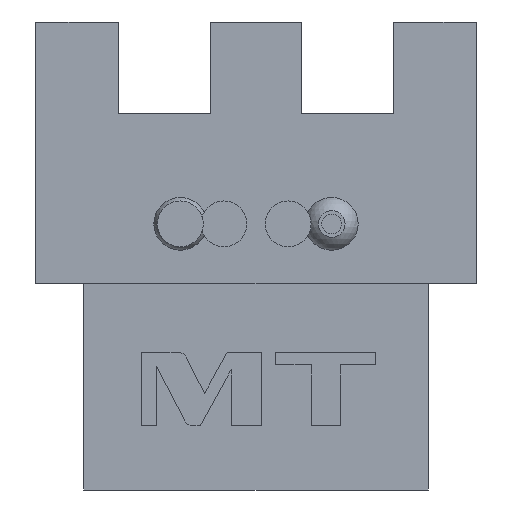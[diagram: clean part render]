
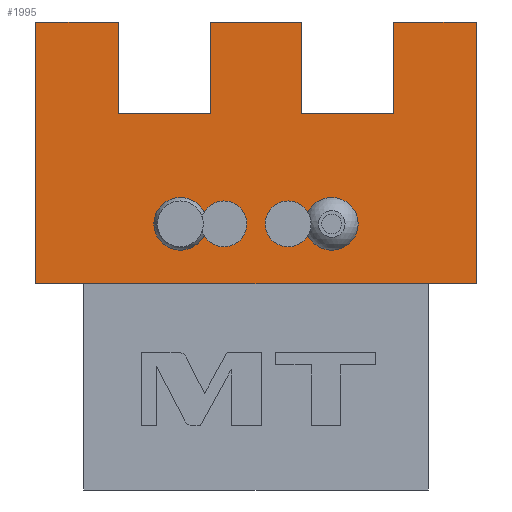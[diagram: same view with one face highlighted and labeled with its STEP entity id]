
A CAD part, left-side view. The second image highlights one B-rep face of the part: STEP entity #1995.
In plain terms, the highlighted planar face has unit normal (-1, 0, 0).
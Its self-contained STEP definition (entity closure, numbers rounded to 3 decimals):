
#165=DIRECTION('',(0.,-1.,0.));
#166=VECTOR('',#165,18.);
#167=CARTESIAN_POINT('',(-60.,48.,62.));
#168=LINE('',#167,#166);
#325=DIRECTION('',(0.,-1.,0.));
#326=VECTOR('',#325,20.);
#327=CARTESIAN_POINT('',(-60.,10.,62.));
#328=LINE('',#327,#326);
#333=DIRECTION('',(0.,0.,-1.));
#334=VECTOR('',#333,20.);
#335=CARTESIAN_POINT('',(-60.,30.,62.));
#336=LINE('',#335,#334);
#337=DIRECTION('',(0.,-1.,0.));
#338=VECTOR('',#337,20.);
#339=CARTESIAN_POINT('',(-60.,30.,42.));
#340=LINE('',#339,#338);
#341=DIRECTION('',(0.,0.,-1.));
#342=VECTOR('',#341,20.);
#343=CARTESIAN_POINT('',(-60.,10.,62.));
#344=LINE('',#343,#342);
#345=DIRECTION('',(0.,0.,-1.));
#346=VECTOR('',#345,20.);
#347=CARTESIAN_POINT('',(-60.,-10.,62.));
#348=LINE('',#347,#346);
#349=DIRECTION('',(0.,-1.,0.));
#350=VECTOR('',#349,20.);
#351=CARTESIAN_POINT('',(-60.,-10.,42.));
#352=LINE('',#351,#350);
#353=DIRECTION('',(0.,0.,-1.));
#354=VECTOR('',#353,20.);
#355=CARTESIAN_POINT('',(-60.,-30.,62.));
#356=LINE('',#355,#354);
#357=DIRECTION('',(0.,-1.,0.));
#358=VECTOR('',#357,96.);
#359=CARTESIAN_POINT('',(-60.,48.,5.));
#360=LINE('',#359,#358);
#361=DIRECTION('',(0.,0.,1.));
#362=VECTOR('',#361,57.);
#363=CARTESIAN_POINT('',(-60.,48.,5.));
#364=LINE('',#363,#362);
#365=CARTESIAN_POINT('',(-60.,16.5,18.));
#366=DIRECTION('',(-1.,0.,0.));
#367=DIRECTION('',(0.,-1.,0.));
#368=AXIS2_PLACEMENT_3D('',#365,#366,#367);
#370=CARTESIAN_POINT('',(-60.,16.5,18.));
#371=DIRECTION('',(-1.,0.,0.));
#372=DIRECTION('',(0.,1.,0.));
#373=AXIS2_PLACEMENT_3D('',#370,#371,#372);
#375=CARTESIAN_POINT('',(-60.,-16.5,18.));
#376=DIRECTION('',(-1.,0.,0.));
#377=DIRECTION('',(0.,-1.,0.));
#378=AXIS2_PLACEMENT_3D('',#375,#376,#377);
#380=CARTESIAN_POINT('',(-60.,-16.5,18.));
#381=DIRECTION('',(-1.,0.,0.));
#382=DIRECTION('',(0.,1.,0.));
#383=AXIS2_PLACEMENT_3D('',#380,#381,#382);
#385=CARTESIAN_POINT('',(-60.,7.,18.));
#386=DIRECTION('',(1.,0.,0.));
#387=DIRECTION('',(0.,0.,1.));
#388=AXIS2_PLACEMENT_3D('',#385,#386,#387);
#390=CARTESIAN_POINT('',(-60.,7.,18.));
#391=DIRECTION('',(1.,0.,0.));
#392=DIRECTION('',(0.,0.,-1.));
#393=AXIS2_PLACEMENT_3D('',#390,#391,#392);
#395=CARTESIAN_POINT('',(-60.,-7.,18.));
#396=DIRECTION('',(1.,0.,0.));
#397=DIRECTION('',(0.,0.,1.));
#398=AXIS2_PLACEMENT_3D('',#395,#396,#397);
#400=CARTESIAN_POINT('',(-60.,-7.,18.));
#401=DIRECTION('',(1.,0.,0.));
#402=DIRECTION('',(0.,0.,-1.));
#403=AXIS2_PLACEMENT_3D('',#400,#401,#402);
#437=DIRECTION('',(0.,-1.,0.));
#438=VECTOR('',#437,18.);
#439=CARTESIAN_POINT('',(-60.,-30.,62.));
#440=LINE('',#439,#438);
#457=DIRECTION('',(0.,0.,1.));
#458=VECTOR('',#457,57.);
#459=CARTESIAN_POINT('',(-60.,-48.,5.));
#460=LINE('',#459,#458);
#1202=CARTESIAN_POINT('',(-60.,30.,62.));
#1204=VERTEX_POINT('',#1202);
#1206=CARTESIAN_POINT('',(-60.,-30.,62.));
#1208=VERTEX_POINT('',#1206);
#1213=CARTESIAN_POINT('',(-60.,30.,42.));
#1214=VERTEX_POINT('',#1213);
#1215=CARTESIAN_POINT('',(-60.,-10.,42.));
#1216=CARTESIAN_POINT('',(-60.,-30.,42.));
#1217=VERTEX_POINT('',#1215);
#1218=VERTEX_POINT('',#1216);
#1219=CARTESIAN_POINT('',(-60.,48.,62.));
#1220=VERTEX_POINT('',#1219);
#1221=CARTESIAN_POINT('',(-60.,10.,62.));
#1222=CARTESIAN_POINT('',(-60.,-10.,62.));
#1223=VERTEX_POINT('',#1221);
#1224=VERTEX_POINT('',#1222);
#1225=CARTESIAN_POINT('',(-60.,10.,42.));
#1226=VERTEX_POINT('',#1225);
#1227=CARTESIAN_POINT('',(-60.,-48.,62.));
#1228=VERTEX_POINT('',#1227);
#1241=CARTESIAN_POINT('',(-60.,48.,5.));
#1242=CARTESIAN_POINT('',(-60.,-48.,5.));
#1243=VERTEX_POINT('',#1241);
#1244=VERTEX_POINT('',#1242);
#1313=CARTESIAN_POINT('',(-60.,10.746,18.));
#1314=CARTESIAN_POINT('',(-60.,22.254,18.));
#1315=VERTEX_POINT('',#1313);
#1316=VERTEX_POINT('',#1314);
#1325=CARTESIAN_POINT('',(-60.,-22.254,18.));
#1326=CARTESIAN_POINT('',(-60.,-10.746,18.));
#1327=VERTEX_POINT('',#1325);
#1328=VERTEX_POINT('',#1326);
#1341=CARTESIAN_POINT('',(-60.,7.,20.7));
#1342=CARTESIAN_POINT('',(-60.,7.,15.3));
#1343=VERTEX_POINT('',#1341);
#1344=VERTEX_POINT('',#1342);
#1353=CARTESIAN_POINT('',(-60.,-7.,20.7));
#1354=CARTESIAN_POINT('',(-60.,-7.,15.3));
#1355=VERTEX_POINT('',#1353);
#1356=VERTEX_POINT('',#1354);
#1945=CARTESIAN_POINT('',(-60.,48.,-40.));
#1946=DIRECTION('',(-1.,0.,0.));
#1947=DIRECTION('',(0.,-1.,0.));
#1948=AXIS2_PLACEMENT_3D('',#1945,#1946,#1947);
#1949=PLANE('',#1948);
#1951=ORIENTED_EDGE('',*,*,#1950,.T.);
#1953=ORIENTED_EDGE('',*,*,#1952,.T.);
#1955=ORIENTED_EDGE('',*,*,#1954,.F.);
#1956=ORIENTED_EDGE('',*,*,#1938,.T.);
#1957=ORIENTED_EDGE('',*,*,#1905,.T.);
#1958=ORIENTED_EDGE('',*,*,#1892,.T.);
#1960=ORIENTED_EDGE('',*,*,#1959,.F.);
#1962=ORIENTED_EDGE('',*,*,#1961,.T.);
#1964=ORIENTED_EDGE('',*,*,#1963,.F.);
#1965=ORIENTED_EDGE('',*,*,#1697,.F.);
#1967=ORIENTED_EDGE('',*,*,#1966,.T.);
#1968=ORIENTED_EDGE('',*,*,#1736,.T.);
#1969=EDGE_LOOP('',(#1951,#1953,#1955,#1956,#1957,#1958,#1960,#1962,#1964,#1965,
#1967,#1968));
#1970=FACE_OUTER_BOUND('',#1969,.F.);
#1972=ORIENTED_EDGE('',*,*,#1971,.T.);
#1974=ORIENTED_EDGE('',*,*,#1973,.T.);
#1975=EDGE_LOOP('',(#1972,#1974));
#1976=FACE_BOUND('',#1975,.F.);
#1978=ORIENTED_EDGE('',*,*,#1977,.T.);
#1980=ORIENTED_EDGE('',*,*,#1979,.T.);
#1981=EDGE_LOOP('',(#1978,#1980));
#1982=FACE_BOUND('',#1981,.F.);
#1984=ORIENTED_EDGE('',*,*,#1983,.F.);
#1986=ORIENTED_EDGE('',*,*,#1985,.F.);
#1987=EDGE_LOOP('',(#1984,#1986));
#1988=FACE_BOUND('',#1987,.F.);
#1990=ORIENTED_EDGE('',*,*,#1989,.F.);
#1992=ORIENTED_EDGE('',*,*,#1991,.F.);
#1993=EDGE_LOOP('',(#1990,#1992));
#1994=FACE_BOUND('',#1993,.F.);
#1995=ADVANCED_FACE('',(#1970,#1976,#1982,#1988,#1994),#1949,.T.);
#369=CIRCLE('',#368,5.754);
#374=CIRCLE('',#373,5.754);
#379=CIRCLE('',#378,5.754);
#384=CIRCLE('',#383,5.754);
#389=CIRCLE('',#388,2.7);
#394=CIRCLE('',#393,2.7);
#399=CIRCLE('',#398,2.7);
#404=CIRCLE('',#403,2.7);
#1697=EDGE_CURVE('',#1243,#1244,#360,.T.);
#1736=EDGE_CURVE('',#1220,#1204,#168,.T.);
#1892=EDGE_CURVE('',#1217,#1218,#352,.T.);
#1905=EDGE_CURVE('',#1224,#1217,#348,.T.);
#1938=EDGE_CURVE('',#1223,#1224,#328,.T.);
#1950=EDGE_CURVE('',#1204,#1214,#336,.T.);
#1952=EDGE_CURVE('',#1214,#1226,#340,.T.);
#1954=EDGE_CURVE('',#1223,#1226,#344,.T.);
#1959=EDGE_CURVE('',#1208,#1218,#356,.T.);
#1961=EDGE_CURVE('',#1208,#1228,#440,.T.);
#1963=EDGE_CURVE('',#1244,#1228,#460,.T.);
#1966=EDGE_CURVE('',#1243,#1220,#364,.T.);
#1971=EDGE_CURVE('',#1315,#1316,#369,.T.);
#1973=EDGE_CURVE('',#1316,#1315,#374,.T.);
#1977=EDGE_CURVE('',#1327,#1328,#379,.T.);
#1979=EDGE_CURVE('',#1328,#1327,#384,.T.);
#1983=EDGE_CURVE('',#1343,#1344,#389,.T.);
#1985=EDGE_CURVE('',#1344,#1343,#394,.T.);
#1989=EDGE_CURVE('',#1355,#1356,#399,.T.);
#1991=EDGE_CURVE('',#1356,#1355,#404,.T.);
